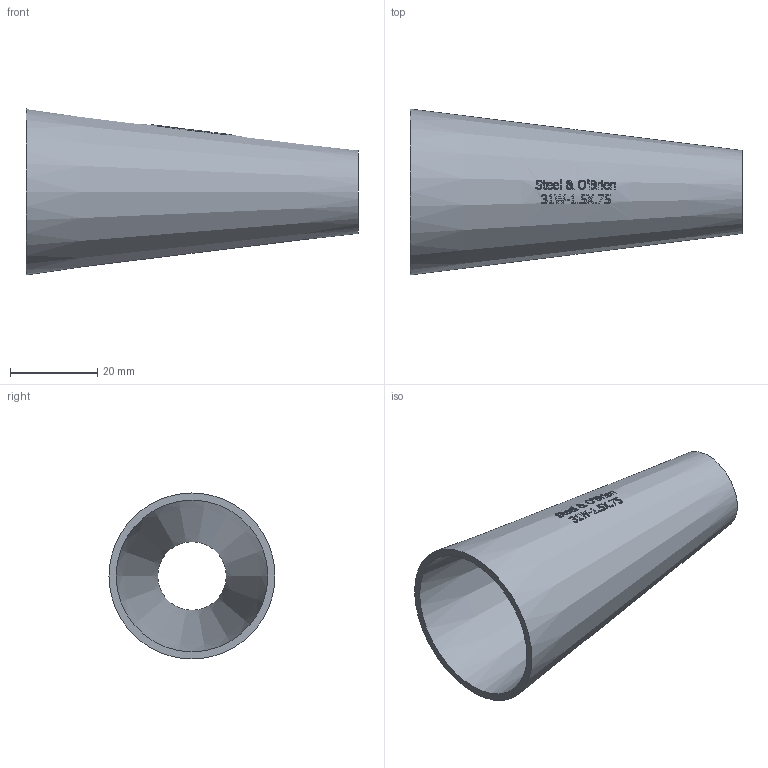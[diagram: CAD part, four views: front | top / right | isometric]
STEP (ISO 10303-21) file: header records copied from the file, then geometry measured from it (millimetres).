
FILE_DESCRIPTION(/* description */ (''),/* implementation_level */ '2;1');
FILE_NAME(/* name */ '31W-1.5X.75.stp',/* time_stamp */ '2019-07-30T14:28:47-04:00',/* author */ ('rick'),/* organization */ (''),/* preprocessor_version */ 'ST-DEVELOPER v15.2',/* originating_system */ 'Autodesk Inventor 2014',/* authorisation */ '');
FILE_SCHEMA (('AUTOMOTIVE_DESIGN { 1 0 10303 214 3 1 1 }'));
Length unit declared in the file: inch
Products named in the file (1): 31W-1.5X.75
Bounding box: 76.2 x 38.1 x 38.1 mm (x, y, z)
Volume: 10638.5 mm3; surface area: 13293.8 mm2
Topology: 1 solids, 1 shells, 369 faces, 1002 edges, 668 vertices
Faces by surface type: plane 168, bspline 166, cone 35
Entity records: 14659 total; most frequent: CARTESIAN_POINT 6252, ORIENTED_EDGE 2000, DIRECTION 1257, EDGE_CURVE 1000, VERTEX_POINT 668, LINE 485, VECTOR 485, EDGE_LOOP 406
